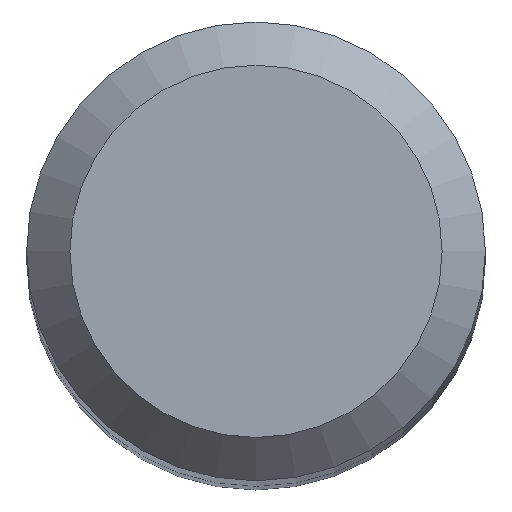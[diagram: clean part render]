
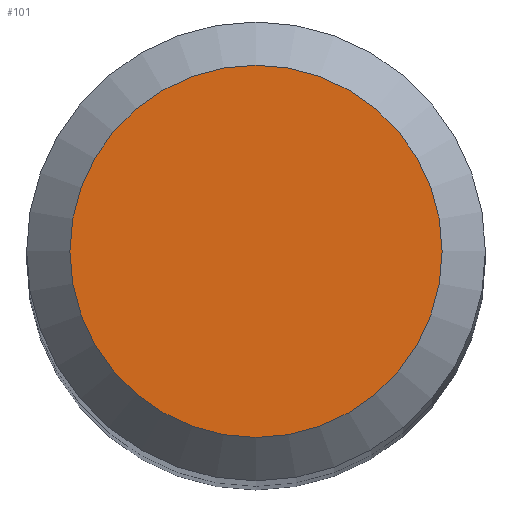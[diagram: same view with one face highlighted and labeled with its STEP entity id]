
A CAD part, top view. The second image highlights one B-rep face of the part: STEP entity #101.
In plain terms, the highlighted planar face has unit normal (0, 0, 1).
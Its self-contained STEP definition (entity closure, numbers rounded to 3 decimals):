
#4 = AXIS2_PLACEMENT_3D ( 'NONE', #28, #87, #48 ) ;
#18 = CARTESIAN_POINT ( 'NONE',  ( 0., 2.15, 62. ) ) ;
#19 = AXIS2_PLACEMENT_3D ( 'NONE', #172, #188, #58 ) ;
#28 = CARTESIAN_POINT ( 'NONE',  ( 0., 0., 62. ) ) ;
#32 = PLANE ( 'NONE',  #4 ) ;
#34 = EDGE_CURVE ( 'NONE', #35, #35, #177, .T. ) ;
#35 = VERTEX_POINT ( 'NONE', #18 ) ;
#46 = EDGE_LOOP ( 'NONE', ( #119 ) ) ;
#48 = DIRECTION ( 'NONE',  ( 0., 1., 0. ) ) ;
#58 = DIRECTION ( 'NONE',  ( 0., 1., 0. ) ) ;
#87 = DIRECTION ( 'NONE',  ( 0., 0., -1. ) ) ;
#101 = ADVANCED_FACE ( 'NONE', ( #200 ), #32, .F. ) ;
#119 = ORIENTED_EDGE ( 'NONE', *, *, #34, .F. ) ;
#172 = CARTESIAN_POINT ( 'NONE',  ( 0., 0., 62. ) ) ;
#177 = CIRCLE ( 'NONE', #19, 2.15 ) ;
#188 = DIRECTION ( 'NONE',  ( 0., 0., -1. ) ) ;
#200 = FACE_OUTER_BOUND ( 'NONE', #46, .T. ) ;
